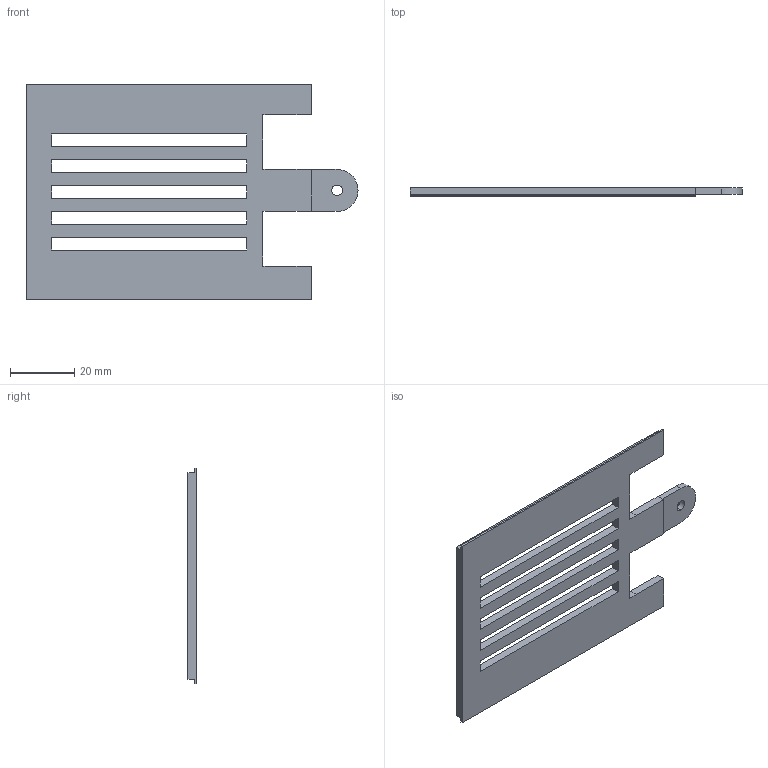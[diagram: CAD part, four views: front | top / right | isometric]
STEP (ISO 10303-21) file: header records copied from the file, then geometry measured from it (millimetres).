
FILE_DESCRIPTION(('FreeCAD Model'),'2;1');
FILE_NAME('arduino_fixed.step','2014-07-18T10:18:07',('FreeCAD'),('FreeCAD'), 'Open CASCADE STEP processor 6.5','FreeCAD','Unknown');
FILE_SCHEMA(('AUTOMOTIVE_DESIGN_CC2 { 1 2 10303 214 -1 1 5 4 }'));
Length unit declared in the file: millimetre
Products named in the file (1): Cut001
Bounding box: 103 x 2.5 x 67 mm (x, y, z)
Volume: 10316.4 mm3; surface area: 11338.2 mm2
Topology: 1 solids, 1 shells, 48 faces, 136 edges, 90 vertices
Faces by surface type: plane 45, cylinder 3
Entity records: 3647 total; most frequent: CARTESIAN_POINT 571, DIRECTION 488, LINE 372, VECTOR 372, ORIENTED_EDGE 272, PCURVE 272, DEFINITIONAL_REPRESENTATION 272, EDGE_CURVE 136
